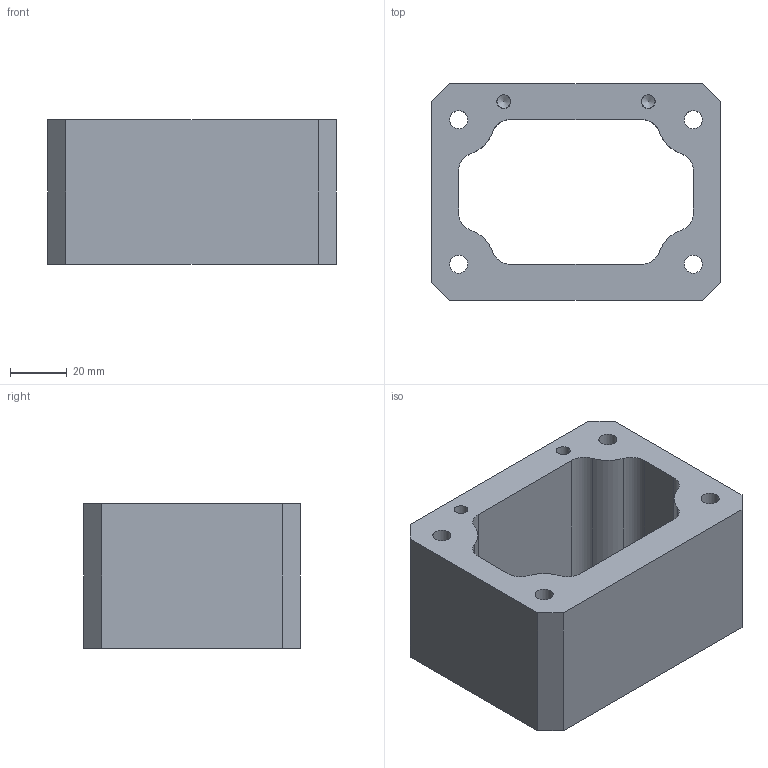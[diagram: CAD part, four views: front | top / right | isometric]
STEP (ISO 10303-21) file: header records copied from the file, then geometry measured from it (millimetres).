
FILE_DESCRIPTION(/* description */ ('NP2 ELEVATOR SIDE SPACER'),/* implementation_level */ '2;1');
FILE_NAME(/* name */ 'J009953 NP2 ELEVATOR SIDE SPACER Rev -.stp',/* time_stamp */ '2021-08-01T15:46:07-04:00',/* author */ ('arnoldj'),/* organization */ (''),/* preprocessor_version */ 'ST-DEVELOPER v18',/* originating_system */ 'Autodesk Inventor 2020',/* authorisation */ '');
FILE_SCHEMA (('AUTOMOTIVE_DESIGN { 1 0 10303 214 3 1 1 }'));
Length unit declared in the file: inch
Products named in the file (1): J009953
Bounding box: 101.6 x 76.2 x 50.8 mm (x, y, z)
Volume: 196366.7 mm3; surface area: 41664 mm2
Topology: 1 solids, 1 shells, 46 faces, 138 edges, 104 vertices
Faces by surface type: cylinder 24, plane 18, cone 4
Full cylindrical faces by diameter (mm): 4.762 x4, 4.851 x4, 6.401 x4
Entity records: 1640 total; most frequent: DIRECTION 286, CARTESIAN_POINT 279, ORIENTED_EDGE 256, EDGE_CURVE 128, AXIS2_PLACEMENT_3D 111, VERTEX_POINT 92, CIRCLE 64, EDGE_LOOP 64
